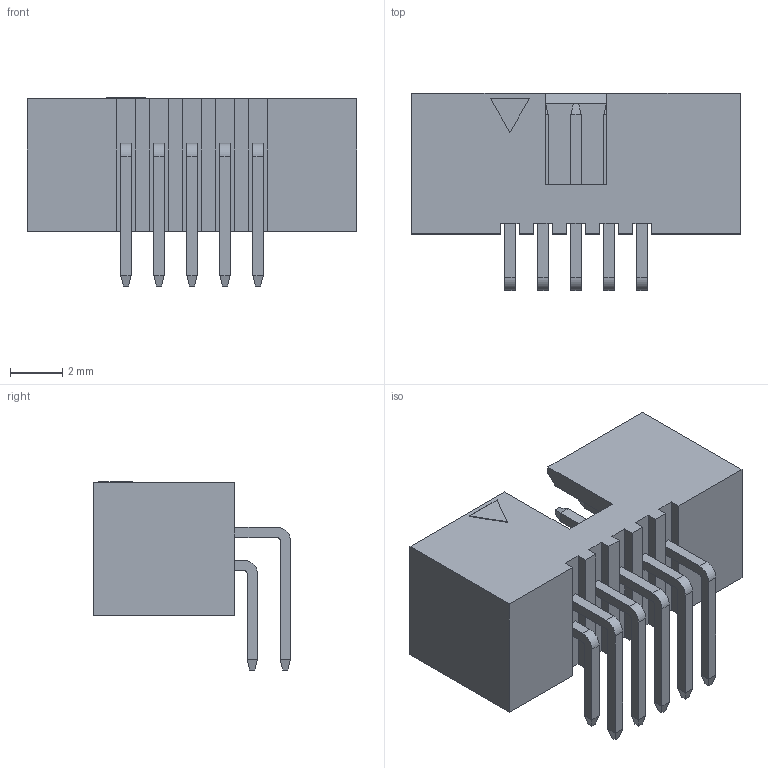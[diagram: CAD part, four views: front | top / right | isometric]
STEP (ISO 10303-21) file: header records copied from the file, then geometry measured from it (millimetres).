
FILE_DESCRIPTION(('FreeCAD Model'),'2;1');
FILE_NAME('BHDR-THT-Horz-50mil_02x05.step','2020-03-07T18:28:18',('kicad StepUp'),( 'ksu MCAD'),'Open CASCADE STEP processor 7.3','FreeCAD','Unknown');
FILE_SCHEMA(('AUTOMOTIVE_DESIGN { 1 0 10303 214 1 1 1 1 }'));
Length unit declared in the file: millimetre
Products named in the file (1): BHDR-THT-Horz-50mil_02x05
Bounding box: 12.65 x 7.57 x 7.23 mm (x, y, z)
Volume: 202 mm3; surface area: 569.6 mm2
Topology: 1 solids, 1 shells, 263 faces, 636 edges, 396 vertices
Faces by surface type: plane 243, cylinder 20
Entity records: 9292 total; most frequent: CARTESIAN_POINT 1296, ORIENTED_EDGE 1272, DIRECTION 1204, EDGE_CURVE 636, LINE 596, VECTOR 596, VERTEX_POINT 396, AXIS2_PLACEMENT_3D 304
